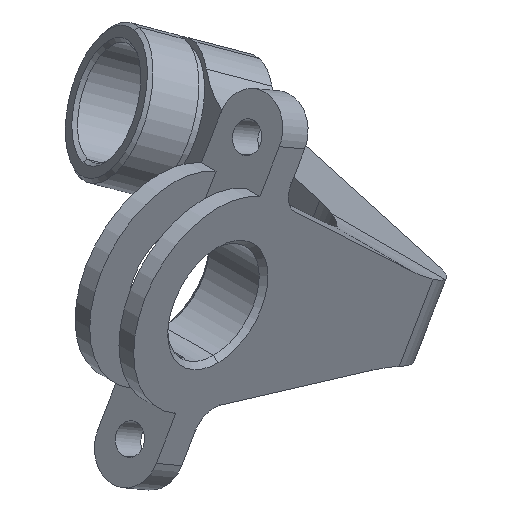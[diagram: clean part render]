
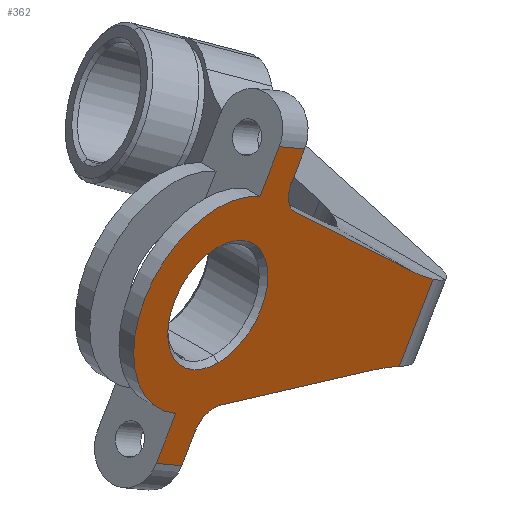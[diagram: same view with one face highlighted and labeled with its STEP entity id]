
A CAD part, isometric view. The second image highlights one B-rep face of the part: STEP entity #362.
In plain terms, the highlighted planar face has unit normal (0, -1, 0).
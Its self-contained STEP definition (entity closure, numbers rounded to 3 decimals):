
#6 = DIRECTION ( 'NONE',  ( -0.958, 0., 0.288 ) ) ;
#9 = EDGE_CURVE ( 'NONE', #269, #1091, #1533, .T. ) ;
#14 = ORIENTED_EDGE ( 'NONE', *, *, #372, .F. ) ;
#28 = DIRECTION ( 'NONE',  ( 0., 0., 1. ) ) ;
#46 = CARTESIAN_POINT ( 'NONE',  ( 2.875, 93.65, 4.98 ) ) ;
#61 = DIRECTION ( 'NONE',  ( 0., -1., 0. ) ) ;
#77 = VERTEX_POINT ( 'NONE', #387 ) ;
#79 = CIRCLE ( 'NONE', #1255, 1.5 ) ;
#105 = CIRCLE ( 'NONE', #1697, 3.425 ) ;
#136 = VECTOR ( 'NONE', #1274, 1000. ) ;
#143 = DIRECTION ( 'NONE',  ( -0.5, 0., -0.866 ) ) ;
#144 = LINE ( 'NONE', #1553, #939 ) ;
#154 = DIRECTION ( 'NONE',  ( -0.5, 0., -0.866 ) ) ;
#157 = CIRCLE ( 'NONE', #1050, 1.5 ) ;
#164 = EDGE_CURVE ( 'NONE', #600, #269, #428, .T. ) ;
#165 = DIRECTION ( 'NONE',  ( 0., 0., 1. ) ) ;
#234 = EDGE_CURVE ( 'NONE', #881, #600, #617, .T. ) ;
#269 = VERTEX_POINT ( 'NONE', #625 ) ;
#314 = LINE ( 'NONE', #802, #136 ) ;
#330 = AXIS2_PLACEMENT_3D ( 'NONE', #358, #1575, #28 ) ;
#344 = ORIENTED_EDGE ( 'NONE', *, *, #719, .F. ) ;
#351 = ORIENTED_EDGE ( 'NONE', *, *, #627, .F. ) ;
#358 = CARTESIAN_POINT ( 'NONE',  ( 0., 93.65, 0. ) ) ;
#362 = ADVANCED_FACE ( 'NONE', ( #1873, #504 ), #1722, .F. ) ;
#372 = EDGE_CURVE ( 'NONE', #985, #1838, #79, .T. ) ;
#379 = CARTESIAN_POINT ( 'NONE',  ( 5.928, 93.65, 6.267 ) ) ;
#387 = CARTESIAN_POINT ( 'NONE',  ( 12.384, 93.65, -9.82 ) ) ;
#390 = ORIENTED_EDGE ( 'NONE', *, *, #9, .F. ) ;
#401 = CIRCLE ( 'NONE', #1487, 14. ) ;
#417 = DIRECTION ( 'NONE',  ( 0.728, 0., -0.685 ) ) ;
#426 = VECTOR ( 'NONE', #1514, 1000. ) ;
#428 = LINE ( 'NONE', #1218, #1128 ) ;
#478 = DIRECTION ( 'NONE',  ( 0., -1., 0. ) ) ;
#483 = CARTESIAN_POINT ( 'NONE',  ( 6.559, 93.65, -22.551 ) ) ;
#497 = VERTEX_POINT ( 'NONE', #1916 ) ;
#498 = VERTEX_POINT ( 'NONE', #571 ) ;
#499 = CARTESIAN_POINT ( 'NONE',  ( 2.875, 93.65, 4.98 ) ) ;
#501 = DIRECTION ( 'NONE',  ( 0.5, 0., 0.866 ) ) ;
#504 = FACE_OUTER_BOUND ( 'NONE', #1101, .T. ) ;
#520 = DIRECTION ( 'NONE',  ( 0., -1., 0. ) ) ;
#544 = DIRECTION ( 'NONE',  ( 0., 1., 0. ) ) ;
#557 = EDGE_LOOP ( 'NONE', ( #1876, #1062 ) ) ;
#563 = EDGE_CURVE ( 'NONE', #615, #498, #1384, .T. ) ;
#571 = CARTESIAN_POINT ( 'NONE',  ( 0., 93.65, 3.425 ) ) ;
#574 = DIRECTION ( 'NONE',  ( -0.866, 0., 0.5 ) ) ;
#576 = EDGE_CURVE ( 'NONE', #1107, #778, #144, .T. ) ;
#600 = VERTEX_POINT ( 'NONE', #1850 ) ;
#612 = EDGE_CURVE ( 'NONE', #77, #1107, #1859, .T. ) ;
#613 = LINE ( 'NONE', #1406, #426 ) ;
#614 = ORIENTED_EDGE ( 'NONE', *, *, #969, .F. ) ;
#615 = VERTEX_POINT ( 'NONE', #1660 ) ;
#617 = LINE ( 'NONE', #1940, #1541 ) ;
#618 = CARTESIAN_POINT ( 'NONE',  ( -0.258, 93.65, -7.447 ) ) ;
#625 = CARTESIAN_POINT ( 'NONE',  ( -2.875, 93.65, -4.98 ) ) ;
#627 = EDGE_CURVE ( 'NONE', #1032, #881, #613, .T. ) ;
#631 = LINE ( 'NONE', #915, #1227 ) ;
#655 = ORIENTED_EDGE ( 'NONE', *, *, #672, .F. ) ;
#657 = CARTESIAN_POINT ( 'NONE',  ( 10.591, 93.65, -9.144 ) ) ;
#658 = EDGE_CURVE ( 'NONE', #1763, #77, #631, .T. ) ;
#672 = EDGE_CURVE ( 'NONE', #1102, #1302, #314, .T. ) ;
#687 = ORIENTED_EDGE ( 'NONE', *, *, #576, .F. ) ;
#719 = EDGE_CURVE ( 'NONE', #1091, #1102, #841, .T. ) ;
#736 = ORIENTED_EDGE ( 'NONE', *, *, #1844, .F. ) ;
#749 = DIRECTION ( 'NONE',  ( 0., -1., 0. ) ) ;
#771 = DIRECTION ( 'NONE',  ( 0., 0., -1. ) ) ;
#778 = VERTEX_POINT ( 'NONE', #1571 ) ;
#801 = EDGE_CURVE ( 'NONE', #498, #615, #105, .T. ) ;
#802 = CARTESIAN_POINT ( 'NONE',  ( 4.195, 93.65, 7.267 ) ) ;
#812 = CARTESIAN_POINT ( 'NONE',  ( 0., 93.65, 0. ) ) ;
#841 = LINE ( 'NONE', #46, #1287 ) ;
#881 = VERTEX_POINT ( 'NONE', #1043 ) ;
#903 = CARTESIAN_POINT ( 'NONE',  ( 5.928, 93.65, 6.267 ) ) ;
#912 = ORIENTED_EDGE ( 'NONE', *, *, #164, .F. ) ;
#915 = CARTESIAN_POINT ( 'NONE',  ( 14.696, 93.65, -5.815 ) ) ;
#939 = VECTOR ( 'NONE', #6, 1000. ) ;
#969 = EDGE_CURVE ( 'NONE', #497, #1763, #401, .T. ) ;
#985 = VERTEX_POINT ( 'NONE', #1092 ) ;
#998 = CARTESIAN_POINT ( 'NONE',  ( 5.292, 93.65, 2.855 ) ) ;
#1020 = LINE ( 'NONE', #998, #1741 ) ;
#1032 = VERTEX_POINT ( 'NONE', #1677 ) ;
#1043 = CARTESIAN_POINT ( 'NONE',  ( -2.463, 93.65, -8.267 ) ) ;
#1050 = AXIS2_PLACEMENT_3D ( 'NONE', #618, #478, #1683 ) ;
#1055 = EDGE_CURVE ( 'NONE', #1302, #985, #1511, .T. ) ;
#1062 = ORIENTED_EDGE ( 'NONE', *, *, #801, .F. ) ;
#1091 = VERTEX_POINT ( 'NONE', #499 ) ;
#1092 = CARTESIAN_POINT ( 'NONE',  ( 5.021, 93.65, 4.697 ) ) ;
#1101 = EDGE_LOOP ( 'NONE', ( #1363, #14, #1680, #655, #344, #390, #912, #1582, #351, #736, #687, #1691, #1637, #614 ) ) ;
#1102 = VERTEX_POINT ( 'NONE', #1141 ) ;
#1107 = VERTEX_POINT ( 'NONE', #657 ) ;
#1128 = VECTOR ( 'NONE', #1682, 1000. ) ;
#1141 = CARTESIAN_POINT ( 'NONE',  ( 4.195, 93.65, 7.267 ) ) ;
#1160 = AXIS2_PLACEMENT_3D ( 'NONE', #1524, #749, #771 ) ;
#1199 = CARTESIAN_POINT ( 'NONE',  ( 5.292, 93.65, 2.855 ) ) ;
#1218 = CARTESIAN_POINT ( 'NONE',  ( -4.195, 93.65, -7.267 ) ) ;
#1227 = VECTOR ( 'NONE', #154, 1000. ) ;
#1255 = AXIS2_PLACEMENT_3D ( 'NONE', #1428, #61, #1536 ) ;
#1274 = DIRECTION ( 'NONE',  ( 0.866, 0., -0.5 ) ) ;
#1287 = VECTOR ( 'NONE', #501, 1000. ) ;
#1289 = EDGE_CURVE ( 'NONE', #1838, #497, #1020, .T. ) ;
#1302 = VERTEX_POINT ( 'NONE', #379 ) ;
#1363 = ORIENTED_EDGE ( 'NONE', *, *, #1289, .F. ) ;
#1370 = DIRECTION ( 'NONE',  ( 0., -1., 0. ) ) ;
#1384 = CIRCLE ( 'NONE', #1160, 3.425 ) ;
#1394 = DIRECTION ( 'NONE',  ( 0., -1., 0. ) ) ;
#1406 = CARTESIAN_POINT ( 'NONE',  ( -1.557, 93.65, -6.697 ) ) ;
#1428 = CARTESIAN_POINT ( 'NONE',  ( 6.32, 93.65, 3.947 ) ) ;
#1487 = AXIS2_PLACEMENT_3D ( 'NONE', #1693, #1370, #1532 ) ;
#1499 = CARTESIAN_POINT ( 'NONE',  ( 14.696, 93.65, -5.815 ) ) ;
#1511 = LINE ( 'NONE', #903, #1835 ) ;
#1514 = DIRECTION ( 'NONE',  ( -0.5, 0., -0.866 ) ) ;
#1524 = CARTESIAN_POINT ( 'NONE',  ( 0., 93.65, 0. ) ) ;
#1532 = DIRECTION ( 'NONE',  ( 0., 0., 1. ) ) ;
#1533 = CIRCLE ( 'NONE', #1783, 5.75 ) ;
#1536 = DIRECTION ( 'NONE',  ( 0., 0., 1. ) ) ;
#1541 = VECTOR ( 'NONE', #574, 1000. ) ;
#1553 = CARTESIAN_POINT ( 'NONE',  ( 10.591, 93.65, -9.144 ) ) ;
#1571 = CARTESIAN_POINT ( 'NONE',  ( 0.174, 93.65, -6.011 ) ) ;
#1575 = DIRECTION ( 'NONE',  ( 0., 1., 0. ) ) ;
#1582 = ORIENTED_EDGE ( 'NONE', *, *, #234, .F. ) ;
#1600 = AXIS2_PLACEMENT_3D ( 'NONE', #483, #1394, #165 ) ;
#1637 = ORIENTED_EDGE ( 'NONE', *, *, #658, .F. ) ;
#1660 = CARTESIAN_POINT ( 'NONE',  ( 0., 93.65, -3.425 ) ) ;
#1677 = CARTESIAN_POINT ( 'NONE',  ( -1.557, 93.65, -6.697 ) ) ;
#1680 = ORIENTED_EDGE ( 'NONE', *, *, #1055, .F. ) ;
#1682 = DIRECTION ( 'NONE',  ( 0.5, 0., 0.866 ) ) ;
#1683 = DIRECTION ( 'NONE',  ( 0., 0., -1. ) ) ;
#1691 = ORIENTED_EDGE ( 'NONE', *, *, #612, .F. ) ;
#1693 = CARTESIAN_POINT ( 'NONE',  ( 22.809, 93.65, 5.595 ) ) ;
#1697 = AXIS2_PLACEMENT_3D ( 'NONE', #812, #520, #1880 ) ;
#1722 = PLANE ( 'NONE',  #330 ) ;
#1741 = VECTOR ( 'NONE', #417, 1000. ) ;
#1763 = VERTEX_POINT ( 'NONE', #1499 ) ;
#1783 = AXIS2_PLACEMENT_3D ( 'NONE', #1920, #544, #1911 ) ;
#1835 = VECTOR ( 'NONE', #143, 1000. ) ;
#1838 = VERTEX_POINT ( 'NONE', #1199 ) ;
#1844 = EDGE_CURVE ( 'NONE', #778, #1032, #157, .T. ) ;
#1850 = CARTESIAN_POINT ( 'NONE',  ( -4.195, 93.65, -7.267 ) ) ;
#1859 = CIRCLE ( 'NONE', #1600, 14. ) ;
#1873 = FACE_BOUND ( 'NONE', #557, .T. ) ;
#1876 = ORIENTED_EDGE ( 'NONE', *, *, #563, .F. ) ;
#1880 = DIRECTION ( 'NONE',  ( 0., 0., -1. ) ) ;
#1911 = DIRECTION ( 'NONE',  ( 0., 0., -1. ) ) ;
#1916 = CARTESIAN_POINT ( 'NONE',  ( 13.215, 93.65, -4.6 ) ) ;
#1920 = CARTESIAN_POINT ( 'NONE',  ( 0., 93.65, 0. ) ) ;
#1940 = CARTESIAN_POINT ( 'NONE',  ( -2.463, 93.65, -8.267 ) ) ;
